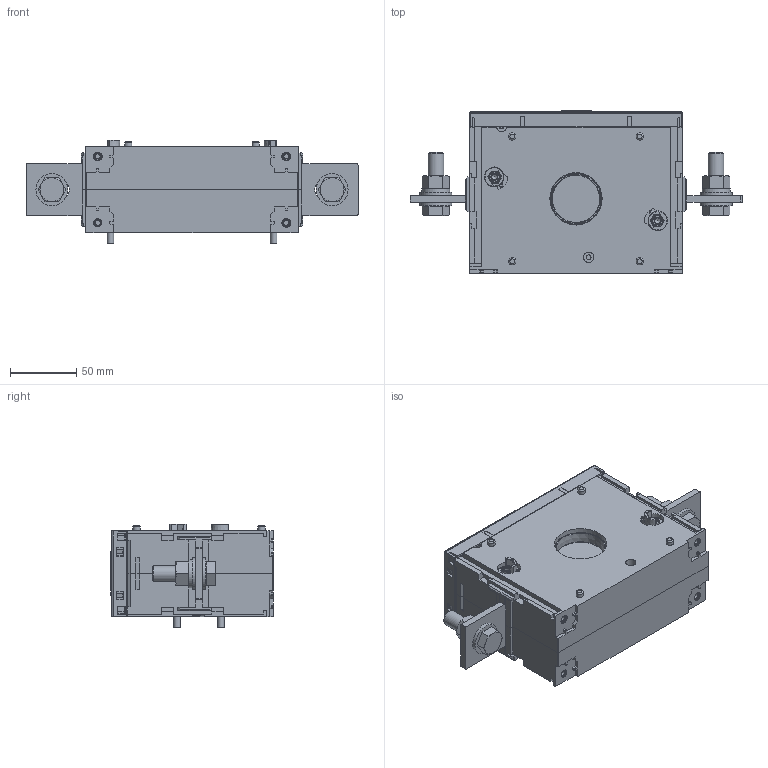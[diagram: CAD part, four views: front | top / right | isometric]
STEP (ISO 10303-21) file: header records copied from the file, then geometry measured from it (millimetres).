
FILE_DESCRIPTION(/* description */ (''),/* implementation_level */ '2;1');
FILE_NAME(/* name */ 'FILE_STP_CAD_DRAWING_3d_GLX420631_800___prt.stp',/* time_stamp */ '2023-04-21T16:07:17+02:00',/* author */ (''),/* organization */ (''),/* preprocessor_version */ 'ST-DEVELOPER v16.7',/* originating_system */ 'SIEMENS PLM Software NX 12.0',/* authorisation */ '');
FILE_SCHEMA (('AUTOMOTIVE_DESIGN { 1 0 10303 214 3 1 1 1 }'));
Length unit declared in the file: millimetre
Products named in the file (1): 3d_GLX420631_800__
Bounding box: 250 x 122.47 x 78.3 mm (x, y, z)
Surface area: 165132.5 mm2 (no closed solid volume)
Topology: 0 solids, 29 shells, 968 faces, 3181 edges, 2223 vertices
Faces by surface type: plane 606, cylinder 211, cone 79, torus 43, bspline 23, sphere 6
Full cylindrical faces by diameter (mm): 2.6 x1, 3.6 x2, 3.8 x4, 4.3 x2, 5 x2, 5.2 x4, 5.3 x1, 5.4 x4, 5.5 x6, 6.6 x4, 7.8 x2, 9 x4, 9.3 x2, 10 x4, 11.732 x2, 16.63 x2, 24 x4, 39.4 x1, 44 x1, 48 x1
Entity records: 35411 total; most frequent: CARTESIAN_POINT 8181, DIRECTION 5465, ORIENTED_EDGE 5251, EDGE_CURVE 3054, VERTEX_POINT 2192, LINE 2013, VECTOR 2013, AXIS2_PLACEMENT_3D 1726
